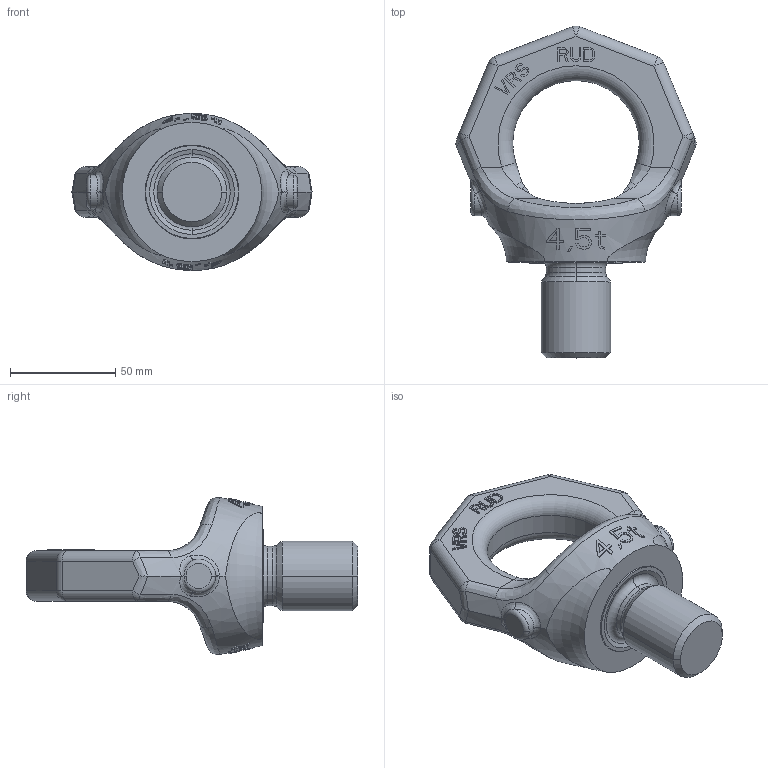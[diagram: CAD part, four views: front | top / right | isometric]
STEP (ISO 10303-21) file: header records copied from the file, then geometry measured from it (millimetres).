
FILE_DESCRIPTION((''),'2;1');
FILE_NAME('001-M13144-P-10_ASM','2017-01-23T',('Andreas.Wendler'),(''),'PRO/ENGINEER BY PARAMETRIC TECHNOLOGY CORPORATION, 2011490','PRO/ENGINEER BY PARAMETRIC TECHNOLOGY CORPORATION, 2011490','');
FILE_SCHEMA(('CONFIG_CONTROL_DESIGN'));
Length unit declared in the file: millimetre
Products named in the file (3): 001-M35310-P-1; 001-M32455-P-1; 001-M13144-P-10_ASM
Assembly tree (2 placements, depth 2):
  001-M13144-P-10_ASM
    001-M35310-P-1
    001-M32455-P-1
Bounding box: 113.88 x 157.38 x 74.52 mm (x, y, z)
Volume: 249451 mm3; surface area: 45997.1 mm2
Topology: 2 solids, 2 shells, 599 faces, 1640 edges, 1066 vertices
Faces by surface type: plane 479, bspline 48, cylinder 34, torus 14, sphere 14, cone 10
Entity records: 22473 total; most frequent: CARTESIAN_POINT 8107, ORIENTED_EDGE 3280, DIRECTION 2464, EDGE_CURVE 1640, VECTOR 1108, LINE 1108, VERTEX_POINT 1066, AXIS2_PLACEMENT_3D 678
